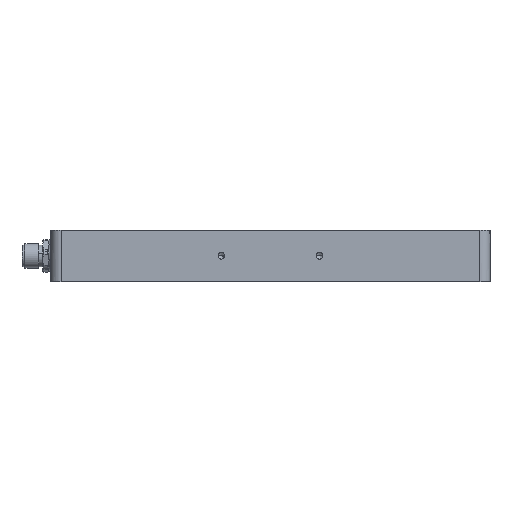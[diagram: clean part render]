
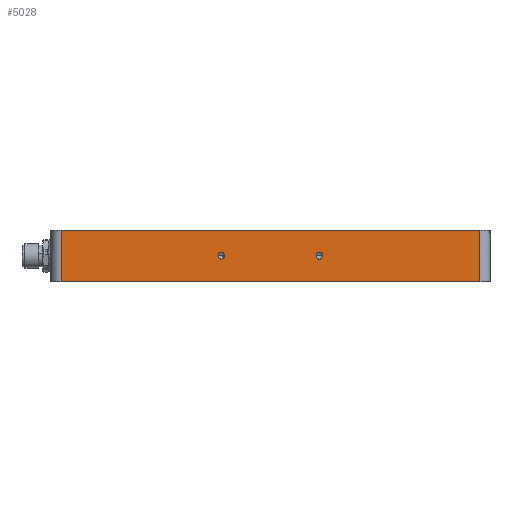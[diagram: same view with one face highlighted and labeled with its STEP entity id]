
A CAD part, top view. The second image highlights one B-rep face of the part: STEP entity #5028.
In plain terms, the highlighted face is planar.
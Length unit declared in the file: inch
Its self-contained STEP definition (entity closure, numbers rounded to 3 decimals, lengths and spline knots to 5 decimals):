
#609 = CARTESIAN_POINT ( 'NONE',  ( 4.03543, 2.46063, -0.48228 ) ) ;
#829 = EDGE_LOOP ( 'NONE', ( #11794, #16524 ) ) ;
#1315 = FACE_BOUND ( 'NONE', #829, .T. ) ;
#2955 = VECTOR ( 'NONE', #38826, 39.37008 ) ;
#3680 = EDGE_CURVE ( 'NONE', #44869, #13832, #8736, .T. ) ;
#4741 = ORIENTED_EDGE ( 'NONE', *, *, #34660, .F. ) ;
#5028 = ADVANCED_FACE ( 'NONE', ( #22168, #1315, #47132 ), #9831, .F. ) ;
#7294 = LINE ( 'NONE', #31992, #26478 ) ;
#7400 = DIRECTION ( 'NONE',  ( -1., 0., 0. ) ) ;
#8413 = LINE ( 'NONE', #46777, #2955 ) ;
#8736 = CIRCLE ( 'NONE', #50773, 0.06496 ) ;
#9777 = EDGE_CURVE ( 'NONE', #53861, #10486, #18318, .T. ) ;
#9831 = PLANE ( 'NONE',  #39446 ) ;
#10486 = VERTEX_POINT ( 'NONE', #22283 ) ;
#11641 = DIRECTION ( 'NONE',  ( -1., 0., 0. ) ) ;
#11794 = ORIENTED_EDGE ( 'NONE', *, *, #3680, .F. ) ;
#13379 = CARTESIAN_POINT ( 'NONE',  ( -4.23228, 2.46063, 0.50197 ) ) ;
#13467 = CARTESIAN_POINT ( 'NONE',  ( -0.94488, 2.46063, 0.00984 ) ) ;
#13720 = CIRCLE ( 'NONE', #54030, 0.06496 ) ;
#13797 = VERTEX_POINT ( 'NONE', #609 ) ;
#13832 = VERTEX_POINT ( 'NONE', #30524 ) ;
#14846 = EDGE_CURVE ( 'NONE', #20390, #25302, #8413, .T. ) ;
#15774 = DIRECTION ( 'NONE',  ( -1., 0., 0. ) ) ;
#16524 = ORIENTED_EDGE ( 'NONE', *, *, #30171, .F. ) ;
#17296 = CARTESIAN_POINT ( 'NONE',  ( 0.87992, 2.46063, 0.00984 ) ) ;
#18161 = VECTOR ( 'NONE', #29963, 39.37008 ) ;
#18318 = CIRCLE ( 'NONE', #50755, 0.06496 ) ;
#19290 = CIRCLE ( 'NONE', #20202, 0.06496 ) ;
#19889 = DIRECTION ( 'NONE',  ( 0., 1., 0. ) ) ;
#20138 = CARTESIAN_POINT ( 'NONE',  ( -0.94488, 2.46063, 0.00984 ) ) ;
#20202 = AXIS2_PLACEMENT_3D ( 'NONE', #20138, #49214, #11641 ) ;
#20390 = VERTEX_POINT ( 'NONE', #26416 ) ;
#21630 = DIRECTION ( 'NONE',  ( 0., -1., 0. ) ) ;
#21944 = LINE ( 'NONE', #38695, #30314 ) ;
#22168 = FACE_BOUND ( 'NONE', #25519, .T. ) ;
#22283 = CARTESIAN_POINT ( 'NONE',  ( -1.00984, 2.46063, 0.00984 ) ) ;
#22514 = DIRECTION ( 'NONE',  ( 0., 1., 0. ) ) ;
#22680 = EDGE_CURVE ( 'NONE', #13797, #46885, #7294, .T. ) ;
#24212 = ORIENTED_EDGE ( 'NONE', *, *, #22680, .T. ) ;
#25302 = VERTEX_POINT ( 'NONE', #28447 ) ;
#25519 = EDGE_LOOP ( 'NONE', ( #4741, #44407 ) ) ;
#26092 = ORIENTED_EDGE ( 'NONE', *, *, #41839, .T. ) ;
#26416 = CARTESIAN_POINT ( 'NONE',  ( 4.03543, 2.46063, 0.50197 ) ) ;
#26478 = VECTOR ( 'NONE', #15774, 39.37008 ) ;
#28404 = CARTESIAN_POINT ( 'NONE',  ( 0.94488, 2.46063, 0.00984 ) ) ;
#28447 = CARTESIAN_POINT ( 'NONE',  ( -4.03543, 2.46063, 0.50197 ) ) ;
#29878 = DIRECTION ( 'NONE',  ( 1., 0., 0. ) ) ;
#29924 = CARTESIAN_POINT ( 'NONE',  ( -0.87992, 2.46063, 0.00984 ) ) ;
#29963 = DIRECTION ( 'NONE',  ( 0., 0., -1. ) ) ;
#30171 = EDGE_CURVE ( 'NONE', #13832, #44869, #13720, .T. ) ;
#30314 = VECTOR ( 'NONE', #34588, 39.37008 ) ;
#30524 = CARTESIAN_POINT ( 'NONE',  ( 1.00984, 2.46063, 0.00984 ) ) ;
#30948 = EDGE_CURVE ( 'NONE', #20390, #13797, #46145, .T. ) ;
#31992 = CARTESIAN_POINT ( 'NONE',  ( -4.23228, 2.46063, -0.48228 ) ) ;
#32093 = CARTESIAN_POINT ( 'NONE',  ( 0.94488, 2.46063, 0.00984 ) ) ;
#32755 = EDGE_LOOP ( 'NONE', ( #48508, #48437, #24212, #26092 ) ) ;
#33058 = CARTESIAN_POINT ( 'NONE',  ( -4.03543, 2.46063, -0.48228 ) ) ;
#34588 = DIRECTION ( 'NONE',  ( 0., 0., 1. ) ) ;
#34660 = EDGE_CURVE ( 'NONE', #10486, #53861, #19290, .T. ) ;
#38695 = CARTESIAN_POINT ( 'NONE',  ( -4.03543, 2.46063, 0.50197 ) ) ;
#38826 = DIRECTION ( 'NONE',  ( -1., 0., 0. ) ) ;
#39446 = AXIS2_PLACEMENT_3D ( 'NONE', #13379, #21630, #29878 ) ;
#40311 = DIRECTION ( 'NONE',  ( 0., 1., 0. ) ) ;
#40744 = DIRECTION ( 'NONE',  ( -1., 0., 0. ) ) ;
#41839 = EDGE_CURVE ( 'NONE', #46885, #25302, #21944, .T. ) ;
#44407 = ORIENTED_EDGE ( 'NONE', *, *, #9777, .F. ) ;
#44869 = VERTEX_POINT ( 'NONE', #17296 ) ;
#46145 = LINE ( 'NONE', #50529, #18161 ) ;
#46777 = CARTESIAN_POINT ( 'NONE',  ( -4.23228, 2.46063, 0.50197 ) ) ;
#46885 = VERTEX_POINT ( 'NONE', #33058 ) ;
#47132 = FACE_OUTER_BOUND ( 'NONE', #32755, .T. ) ;
#47210 = DIRECTION ( 'NONE',  ( -1., 0., 0. ) ) ;
#48437 = ORIENTED_EDGE ( 'NONE', *, *, #30948, .T. ) ;
#48508 = ORIENTED_EDGE ( 'NONE', *, *, #14846, .F. ) ;
#49214 = DIRECTION ( 'NONE',  ( 0., 1., 0. ) ) ;
#50529 = CARTESIAN_POINT ( 'NONE',  ( 4.03543, 2.46063, 0.50197 ) ) ;
#50755 = AXIS2_PLACEMENT_3D ( 'NONE', #13467, #22514, #47210 ) ;
#50773 = AXIS2_PLACEMENT_3D ( 'NONE', #32093, #40311, #7400 ) ;
#53861 = VERTEX_POINT ( 'NONE', #29924 ) ;
#54030 = AXIS2_PLACEMENT_3D ( 'NONE', #28404, #19889, #40744 ) ;
